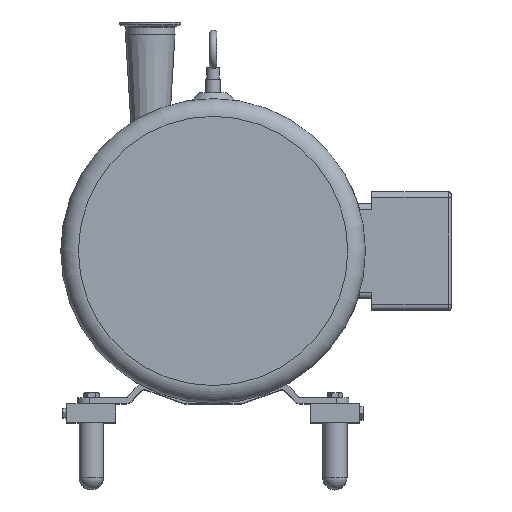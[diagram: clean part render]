
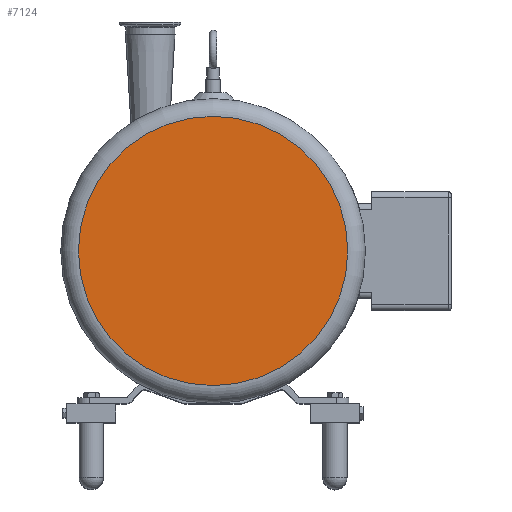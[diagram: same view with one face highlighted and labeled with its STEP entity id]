
A CAD part, top view. The second image highlights one B-rep face of the part: STEP entity #7124.
In plain terms, the highlighted planar face has unit normal (0, 0, 1).
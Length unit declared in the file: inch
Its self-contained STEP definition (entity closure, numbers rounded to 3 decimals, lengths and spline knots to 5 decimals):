
#471=PLANE('',#7757);
#1773=FACE_OUTER_BOUND('',#2188,.T.);
#2188=EDGE_LOOP('',(#5283,#5284));
#2689=CIRCLE('',#7758,5.524);
#2690=CIRCLE('',#7759,5.524);
#3117=VERTEX_POINT('',#11195);
#3118=VERTEX_POINT('',#11196);
#3922=EDGE_CURVE('',#3117,#3118,#2689,.T.);
#3923=EDGE_CURVE('',#3118,#3117,#2690,.T.);
#5283=ORIENTED_EDGE('',*,*,#3922,.F.);
#5284=ORIENTED_EDGE('',*,*,#3923,.F.);
#7124=ADVANCED_FACE('',(#1773),#471,.T.);
#7757=AXIS2_PLACEMENT_3D('',#11194,#8949,#8950);
#7758=AXIS2_PLACEMENT_3D('',#11197,#8951,#8952);
#7759=AXIS2_PLACEMENT_3D('',#11198,#8953,#8954);
#8949=DIRECTION('center_axis',(0.,0.,
1.));
#8950=DIRECTION('ref_axis',(0.,1.,0.));
#8951=DIRECTION('center_axis',(0.,0.,
-1.));
#8952=DIRECTION('ref_axis',(1.,0.,0.));
#8953=DIRECTION('center_axis',(0.,0.,
-1.));
#8954=DIRECTION('ref_axis',(1.,0.,0.));
#11194=CARTESIAN_POINT('Origin',(-6.25,0.,24.90843));
#11195=CARTESIAN_POINT('',(-5.524,0.,24.90843));
#11196=CARTESIAN_POINT('',(0.,5.524,24.90843));
#11197=CARTESIAN_POINT('Origin',(0.,0.,24.90843));
#11198=CARTESIAN_POINT('Origin',(0.,0.,24.90843));
